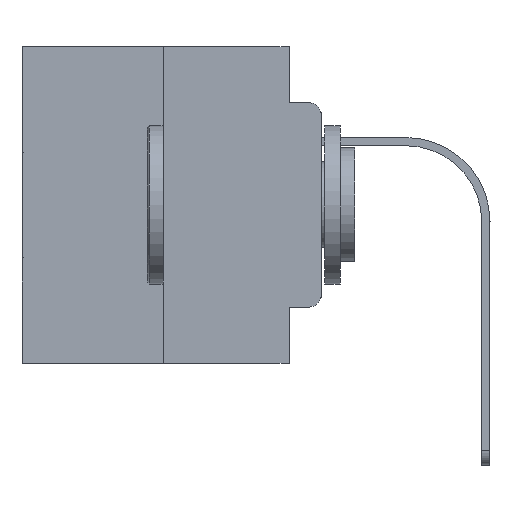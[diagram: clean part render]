
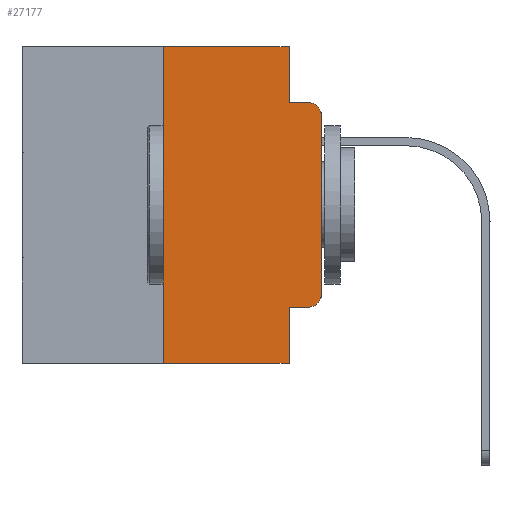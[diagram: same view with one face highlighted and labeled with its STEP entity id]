
A CAD part, left-side view. The second image highlights one B-rep face of the part: STEP entity #27177.
In plain terms, the highlighted planar face has unit normal (-1, 0, 0).
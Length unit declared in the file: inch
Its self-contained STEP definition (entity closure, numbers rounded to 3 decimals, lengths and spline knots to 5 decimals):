
#84 = DIRECTION ( 'NONE',  ( 0., -1., 0. ) ) ;
#107 = EDGE_CURVE ( 'NONE', #5994, #27515, #24504, .T. ) ;
#570 = FACE_OUTER_BOUND ( 'NONE', #18352, .T. ) ;
#743 = VECTOR ( 'NONE', #10412, 39.37008 ) ;
#838 = EDGE_CURVE ( 'NONE', #1998, #6345, #3674, .T. ) ;
#915 = EDGE_CURVE ( 'NONE', #8090, #18692, #17574, .T. ) ;
#1109 = CARTESIAN_POINT ( 'NONE',  ( 0., 0.02, -0.0885 ) ) ;
#1563 = DIRECTION ( 'NONE',  ( 0., 0., -1. ) ) ;
#1611 = CARTESIAN_POINT ( 'NONE',  ( 0., 0.051, 0. ) ) ;
#1686 = ORIENTED_EDGE ( 'NONE', *, *, #14703, .F. ) ;
#1743 = VERTEX_POINT ( 'NONE', #23767 ) ;
#1998 = VERTEX_POINT ( 'NONE', #25275 ) ;
#2252 = ORIENTED_EDGE ( 'NONE', *, *, #15047, .T. ) ;
#2441 = EDGE_CURVE ( 'NONE', #6345, #21363, #7593, .T. ) ;
#2757 = CARTESIAN_POINT ( 'NONE',  ( 0., 0.051, -0.4115 ) ) ;
#2761 = VERTEX_POINT ( 'NONE', #24076 ) ;
#3305 = DIRECTION ( 'NONE',  ( 0., -1., 0. ) ) ;
#3674 = LINE ( 'NONE', #6224, #743 ) ;
#4429 = CARTESIAN_POINT ( 'NONE',  ( 0., 0.051, -0.4115 ) ) ;
#4451 = ORIENTED_EDGE ( 'NONE', *, *, #107, .T. ) ;
#4616 = PLANE ( 'NONE',  #16687 ) ;
#4897 = VERTEX_POINT ( 'NONE', #26444 ) ;
#5994 = VERTEX_POINT ( 'NONE', #2757 ) ;
#6184 = VECTOR ( 'NONE', #84, 39.37008 ) ;
#6224 = CARTESIAN_POINT ( 'NONE',  ( 0., 0.051, 0. ) ) ;
#6345 = VERTEX_POINT ( 'NONE', #11301 ) ;
#6376 = VECTOR ( 'NONE', #18804, 39.37008 ) ;
#6682 = CARTESIAN_POINT ( 'NONE',  ( 0., 0.25, 0. ) ) ;
#6791 = CARTESIAN_POINT ( 'NONE',  ( 0., 0.25, 0. ) ) ;
#7593 = LINE ( 'NONE', #23100, #26936 ) ;
#8034 = DIRECTION ( 'NONE',  ( -1., 0., 0. ) ) ;
#8090 = VERTEX_POINT ( 'NONE', #9011 ) ;
#8148 = LINE ( 'NONE', #16768, #6376 ) ;
#9011 = CARTESIAN_POINT ( 'NONE',  ( 0., 0.25, -0.5 ) ) ;
#9196 = VECTOR ( 'NONE', #11571, 39.37008 ) ;
#9379 = DIRECTION ( 'NONE',  ( 0., 0., -1. ) ) ;
#10004 = ORIENTED_EDGE ( 'NONE', *, *, #17353, .T. ) ;
#10030 = ORIENTED_EDGE ( 'NONE', *, *, #26124, .F. ) ;
#10091 = CIRCLE ( 'NONE', #26103, 0.02 ) ;
#10412 = DIRECTION ( 'NONE',  ( 0., 0., -1. ) ) ;
#10483 = DIRECTION ( 'NONE',  ( 0., 0., 1. ) ) ;
#10740 = CARTESIAN_POINT ( 'NONE',  ( 0., 0.02, -0.3915 ) ) ;
#11282 = ORIENTED_EDGE ( 'NONE', *, *, #915, .F. ) ;
#11301 = CARTESIAN_POINT ( 'NONE',  ( 0., 0.051, -0.0885 ) ) ;
#11430 = LINE ( 'NONE', #26757, #9196 ) ;
#11571 = DIRECTION ( 'NONE',  ( 0., -1., 0. ) ) ;
#13332 = EDGE_CURVE ( 'NONE', #27515, #4897, #10091, .T. ) ;
#13793 = CIRCLE ( 'NONE', #16994, 0.02 ) ;
#13894 = EDGE_CURVE ( 'NONE', #8090, #1743, #11430, .T. ) ;
#14510 = VECTOR ( 'NONE', #23883, 39.37008 ) ;
#14527 = ORIENTED_EDGE ( 'NONE', *, *, #13332, .T. ) ;
#14703 = EDGE_CURVE ( 'NONE', #5994, #1743, #23438, .T. ) ;
#15047 = EDGE_CURVE ( 'NONE', #4897, #2761, #28099, .T. ) ;
#16094 = CARTESIAN_POINT ( 'NONE',  ( 0., 0.473, 0. ) ) ;
#16687 = AXIS2_PLACEMENT_3D ( 'NONE', #16094, #17973, #26566 ) ;
#16768 = CARTESIAN_POINT ( 'NONE',  ( 0., 0.473, 0. ) ) ;
#16994 = AXIS2_PLACEMENT_3D ( 'NONE', #20311, #8034, #9379 ) ;
#17119 = DIRECTION ( 'NONE',  ( 0., 0., -1. ) ) ;
#17230 = CARTESIAN_POINT ( 'NONE',  ( 0., 0.02, -0.4115 ) ) ;
#17353 = EDGE_CURVE ( 'NONE', #2761, #21363, #13793, .T. ) ;
#17574 = LINE ( 'NONE', #6791, #14510 ) ;
#17973 = DIRECTION ( 'NONE',  ( 1., 0., 0. ) ) ;
#18352 = EDGE_LOOP ( 'NONE', ( #2252, #10004, #24536, #20985, #10030, #11282, #25433, #1686, #4451, #14527 ) ) ;
#18692 = VERTEX_POINT ( 'NONE', #6682 ) ;
#18804 = DIRECTION ( 'NONE',  ( 0., -1., 0. ) ) ;
#20311 = CARTESIAN_POINT ( 'NONE',  ( 0., 0.02, -0.1085 ) ) ;
#20985 = ORIENTED_EDGE ( 'NONE', *, *, #838, .F. ) ;
#21241 = DIRECTION ( 'NONE',  ( -1., 0., 0. ) ) ;
#21363 = VERTEX_POINT ( 'NONE', #1109 ) ;
#21529 = CARTESIAN_POINT ( 'NONE',  ( 0., 0., 0. ) ) ;
#22826 = VECTOR ( 'NONE', #17119, 39.37008 ) ;
#23100 = CARTESIAN_POINT ( 'NONE',  ( 0., 0.051, -0.0885 ) ) ;
#23438 = LINE ( 'NONE', #1611, #22826 ) ;
#23767 = CARTESIAN_POINT ( 'NONE',  ( 0., 0.051, -0.5 ) ) ;
#23883 = DIRECTION ( 'NONE',  ( 0., 0., 1. ) ) ;
#24076 = CARTESIAN_POINT ( 'NONE',  ( 0., 0., -0.1085 ) ) ;
#24504 = LINE ( 'NONE', #4429, #6184 ) ;
#24536 = ORIENTED_EDGE ( 'NONE', *, *, #2441, .F. ) ;
#25275 = CARTESIAN_POINT ( 'NONE',  ( 0., 0.051, 0. ) ) ;
#25433 = ORIENTED_EDGE ( 'NONE', *, *, #13894, .T. ) ;
#26103 = AXIS2_PLACEMENT_3D ( 'NONE', #10740, #21241, #1563 ) ;
#26124 = EDGE_CURVE ( 'NONE', #18692, #1998, #8148, .T. ) ;
#26444 = CARTESIAN_POINT ( 'NONE',  ( 0., 0., -0.3915 ) ) ;
#26566 = DIRECTION ( 'NONE',  ( 0., 0., -1. ) ) ;
#26757 = CARTESIAN_POINT ( 'NONE',  ( 0., 0.473, -0.5 ) ) ;
#26936 = VECTOR ( 'NONE', #3305, 39.37008 ) ;
#27177 = ADVANCED_FACE ( 'NONE', ( #570 ), #4616, .F. ) ;
#27419 = VECTOR ( 'NONE', #10483, 39.37008 ) ;
#27515 = VERTEX_POINT ( 'NONE', #17230 ) ;
#28099 = LINE ( 'NONE', #21529, #27419 ) ;
